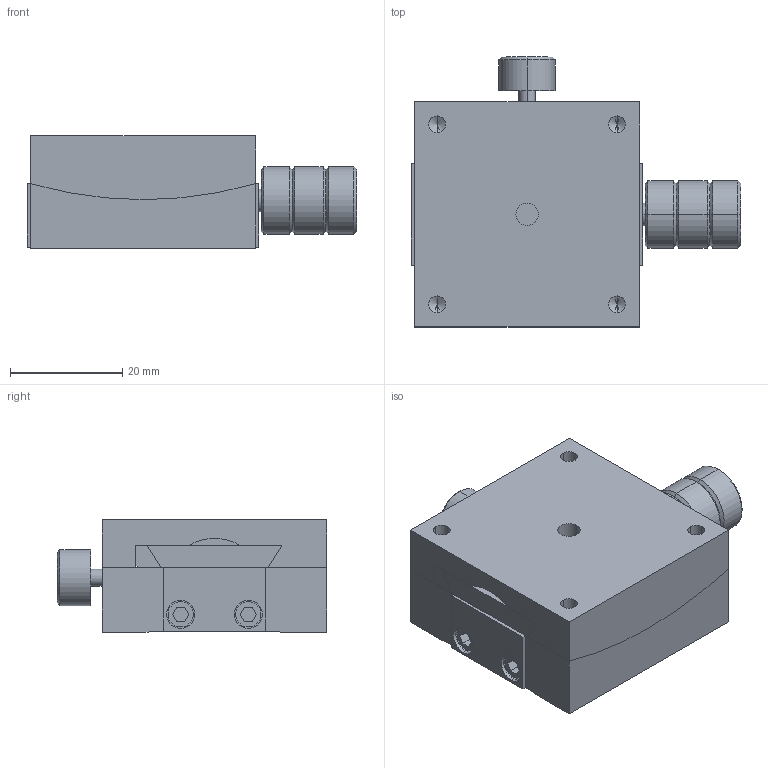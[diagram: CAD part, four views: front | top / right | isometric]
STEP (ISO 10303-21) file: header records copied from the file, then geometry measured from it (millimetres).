
FILE_DESCRIPTION (( 'STEP AP203' ), '1' );
FILE_NAME ('4-60.STEP', '2008-08-02T08:09:36', ( 'user' ), ( '' ), 'SwSTEP 2.0', 'SolidWorks 2007', '' );
FILE_SCHEMA (( 'CONFIG_CONTROL_DESIGN' ));
Length unit declared in the file: millimetre
Products named in the file (1): 4-60
Bounding box: 58.6 x 48 x 20 mm (x, y, z)
Volume: 33010.1 mm3; surface area: 18340 mm2
Topology: 12 solids, 12 shells, 571 faces, 1456 edges, 955 vertices
Faces by surface type: plane 311, cylinder 124, bspline 112, cone 24
Entity records: 23631 total; most frequent: CARTESIAN_POINT 10293, ORIENTED_EDGE 2892, DIRECTION 2386, EDGE_CURVE 1446, VECTOR 962, LINE 962, VERTEX_POINT 955, AXIS2_PLACEMENT_3D 712
